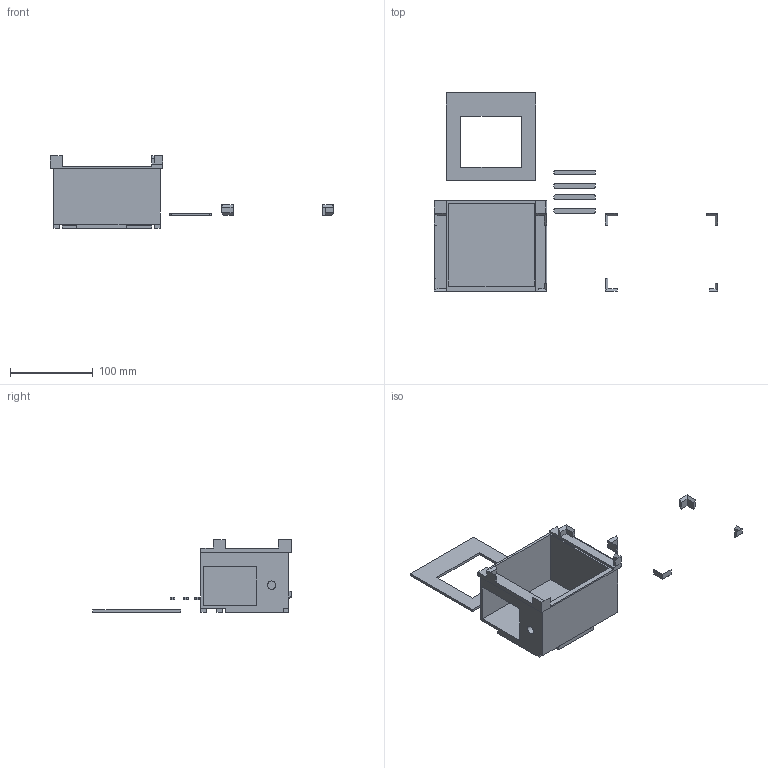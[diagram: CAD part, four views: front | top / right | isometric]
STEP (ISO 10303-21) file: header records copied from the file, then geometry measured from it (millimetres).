
FILE_DESCRIPTION(('HOOPS Exchange Step'),'2;1');
FILE_NAME('temp_export','2024-07-08T12:11:19-04:00',('mobile'),('Shapr3D Limited'),'HOOPS Exchange 2024.2','Shapr3D','Authorized');
FILE_SCHEMA( ('AUTOMOTIVE_DESIGN { 1 0 10303 214 1 1 1 1 }') );
Length unit declared in the file: millimetre
Products named in the file (1): root
Bounding box: 341.28 x 239 x 87.5 mm (x, y, z)
Volume: 270126.7 mm3; surface area: 115311 mm2
Topology: 10 solids, 10 shells, 166 faces, 417 edges, 273 vertices
Faces by surface type: plane 147, cylinder 19
Full cylindrical faces by diameter (mm): 10 x1
Entity records: 4911 total; most frequent: CARTESIAN_POINT 857, ORIENTED_EDGE 834, DIRECTION 794, EDGE_CURVE 417, VECTOR 374, LINE 374, VERTEX_POINT 273, AXIS2_PLACEMENT_3D 210
